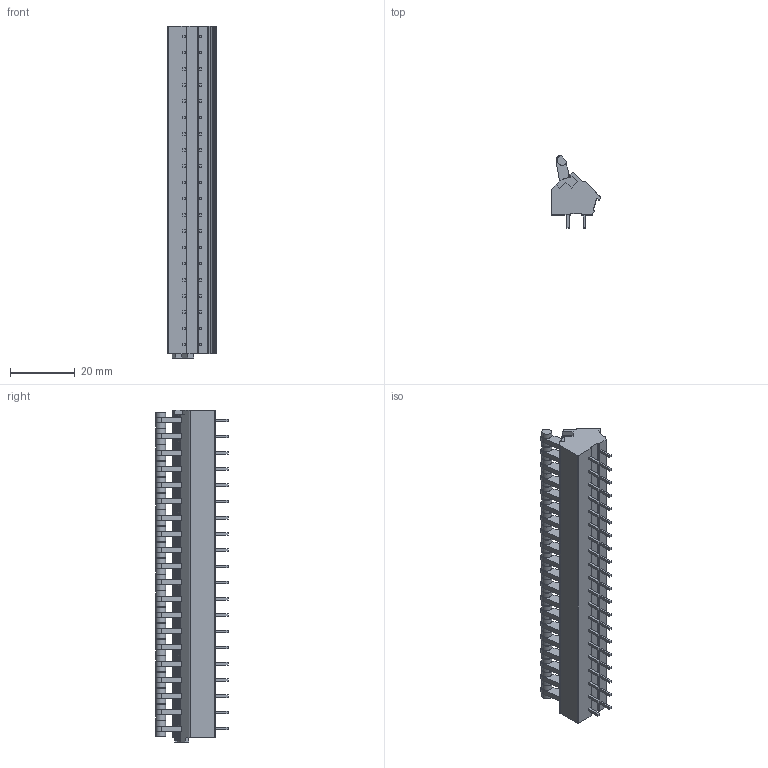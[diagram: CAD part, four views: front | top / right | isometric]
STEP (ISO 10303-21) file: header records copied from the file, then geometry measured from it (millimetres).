
FILE_DESCRIPTION((''),'2;1');
FILE_NAME('PRT0001','2024-10-15T10:07:35',('tluser'),(''),'CREO PARAMETRIC BY PTC INC, 2018100','CREO PARAMETRIC BY PTC INC, 2018100','');
FILE_SCHEMA(('CONFIG_CONTROL_DESIGN'));
Products named in the file (1): PRT0001
Bounding box: 15 x 22.27 x 102.3 mm (x, y, z)
Volume: 13867.7 mm3; surface area: 8662.8 mm2
Topology: 1 solids, 1 shells, 1508 faces, 3758 edges, 2312 vertices
Faces by surface type: plane 673, cylinder 635, bspline 100, sphere 40, torus 40, cone 20
Entity records: 56667 total; most frequent: CARTESIAN_POINT 21175, ORIENTED_EDGE 7516, DIRECTION 7244, EDGE_CURVE 3758, AXIS2_PLACEMENT_3D 2438, VECTOR 2368, LINE 2368, VERTEX_POINT 2312
